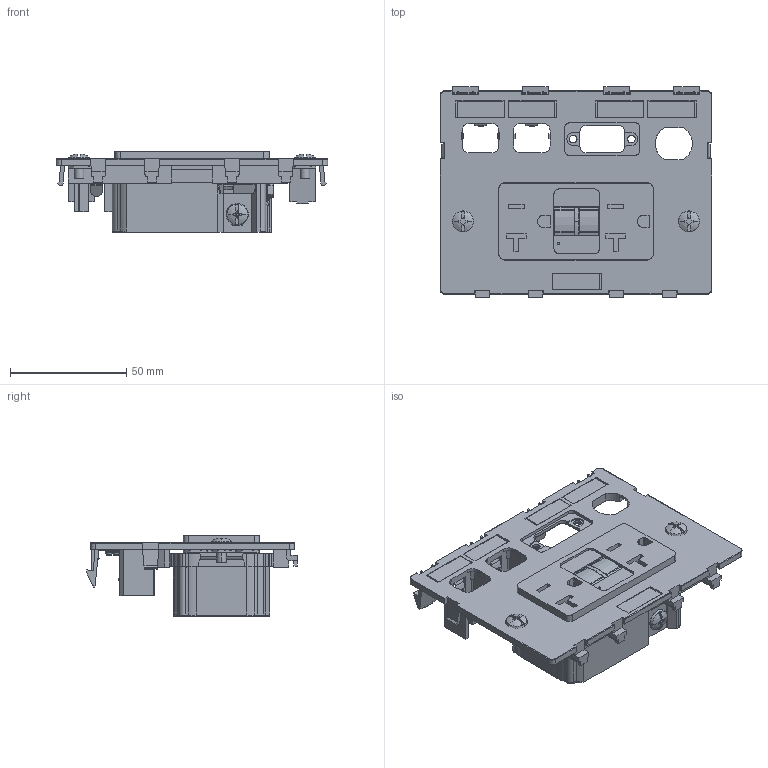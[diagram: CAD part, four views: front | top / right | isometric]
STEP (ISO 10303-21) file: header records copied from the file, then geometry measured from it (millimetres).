
FILE_DESCRIPTION(('CATIA V5 STEP Exchange','CAx-IF Rec.Pracs.--- Model Styling and Organization---1.4--- 2014-01-23'),'2;1');
FILE_NAME ('170340-3_0', '2020-05-14T06:24:32+00:00', ('none'), ('Weidmueller'), 'CATIA Version 5-6 Release 2016 SP3 HF44', 'CATIA V5 STEP AP214', 'none');
FILE_SCHEMA(('AUTOMOTIVE_DESIGN { 1 0 10303 214 1 1 1 1 }'));
Products named in the file (1): 2004810000
Bounding box: 116.5 x 90.5 x 34.77 mm (x, y, z)
Volume: 116134.5 mm3; surface area: 57539 mm2
Topology: 11 solids, 11 shells, 2298 faces, 6486 edges, 4247 vertices
Faces by surface type: plane 1410, cylinder 650, cone 64, torus 58, bspline 46, extrusion 40, sphere 30
Entity records: 79078 total; most frequent: CARTESIAN_POINT 22674, ORIENTED_EDGE 12952, DIRECTION 9459, EDGE_CURVE 6476, VECTOR 4534, LINE 4494, VERTEX_POINT 4247, AXIS2_PLACEMENT_3D 3015
